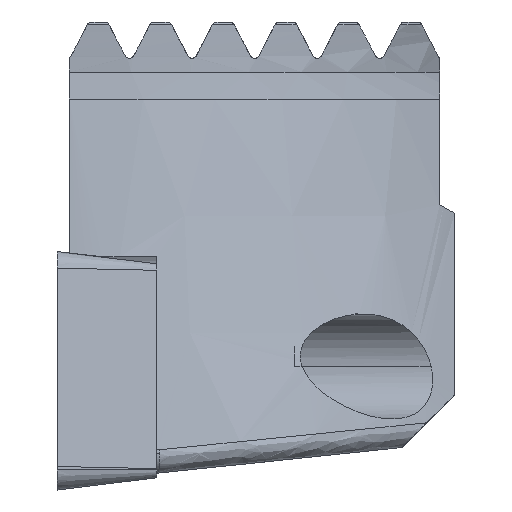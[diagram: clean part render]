
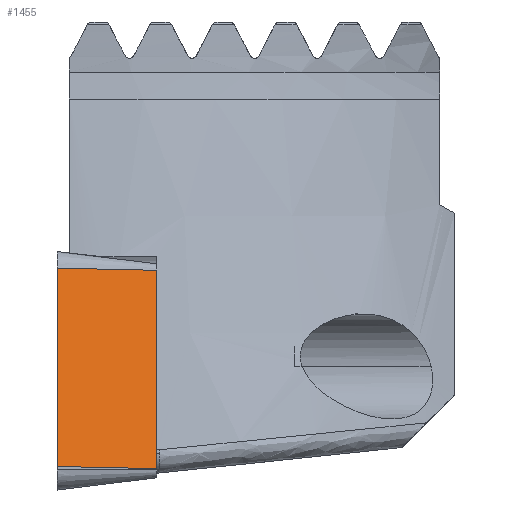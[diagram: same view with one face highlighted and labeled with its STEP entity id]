
A CAD part, left-side view. The second image highlights one B-rep face of the part: STEP entity #1455.
In plain terms, the highlighted planar face has unit normal (-0.978, -0.122, 0.172).
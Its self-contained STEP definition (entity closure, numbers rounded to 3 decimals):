
#1455=ADVANCED_FACE('NONE',(#4212),#4213,.T.);
#2105=EDGE_CURVE('NONE',#2611,#3921,#4921,.T.);
#2611=VERTEX_POINT('NONE',#5477);
#2613=EDGE_CURVE('NONE',#2611,#3865,#5479,.T.);
#2671=EDGE_CURVE('NONE',#3865,#2699,#5542,.T.);
#2699=VERTEX_POINT('NONE',#5574);
#3839=EDGE_CURVE('NONE',#2699,#3921,#6823,.T.);
#3865=VERTEX_POINT('NONE',#6849);
#3921=VERTEX_POINT('NONE',#6908);
#4212=FACE_OUTER_BOUND('',#7245,.T.);
#4213=PLANE('',#7246);
#4921=LINE('',#8898,#8899);
#5477=CARTESIAN_POINT('',(1.966,-3.97,8.779));
#5479=LINE('',#10384,#10385);
#5542=LINE('',#10517,#10518);
#5574=CARTESIAN_POINT('',(0.089,0.,0.939));
#6823=LINE('',#14558,#14559);
#6849=CARTESIAN_POINT('',(0.569,-3.97,0.854));
#6908=CARTESIAN_POINT('',(1.486,0.,8.864));
#7245=EDGE_LOOP('',(#15524,#15525,#15526,#15527));
#7246=AXIS2_PLACEMENT_3D('',#15528,#15529,#15530);
#8898=CARTESIAN_POINT('',(1.486,0.,8.864));
#8899=VECTOR('',#16265,1000.0);
#10384=CARTESIAN_POINT('',(0.569,-3.97,0.854));
#10385=VECTOR('',#16843,1000.0);
#10517=CARTESIAN_POINT('',(0.089,0.,0.939));
#10518=VECTOR('',#16926,1000.0);
#14558=CARTESIAN_POINT('',(0.089,0.,0.939));
#14559=VECTOR('',#18368,1000.0);
#15524=ORIENTED_EDGE('',*,*,#2613,.F.);
#15525=ORIENTED_EDGE('',*,*,#2105,.T.);
#15526=ORIENTED_EDGE('',*,*,#3839,.F.);
#15527=ORIENTED_EDGE('',*,*,#2671,.F.);
#15528=CARTESIAN_POINT('',(0.089,0.,0.939));
#15529=DIRECTION('',(-0.977,-0.122,0.172));
#15530=DIRECTION('',(-0.174,0.,-0.985));
#16265=DIRECTION('',(-0.12,0.993,0.021));
#16843=DIRECTION('',(-0.174,0.,-0.985));
#16926=DIRECTION('',(-0.12,0.993,0.021));
#18368=DIRECTION('',(0.174,0.,0.985));
